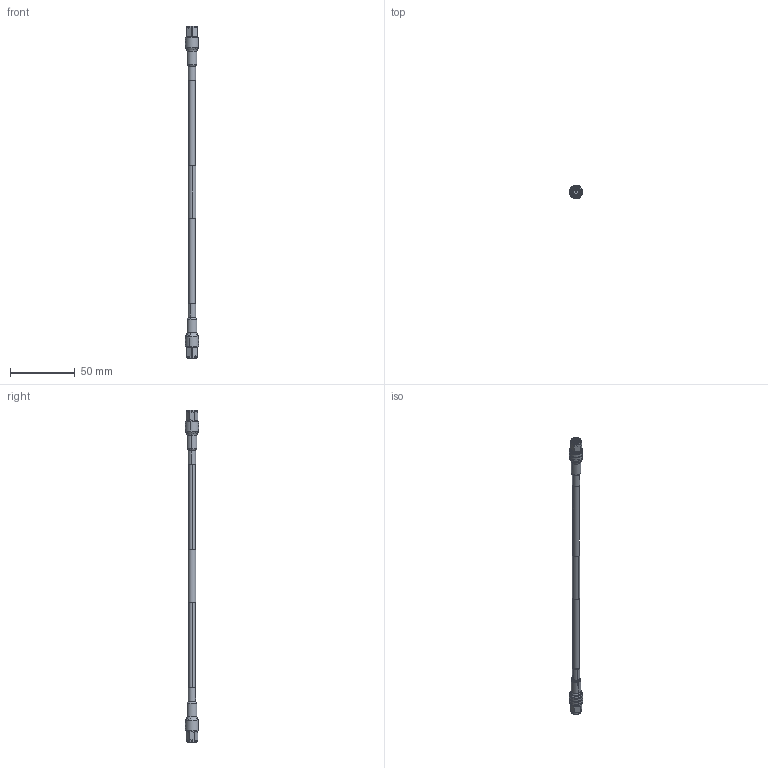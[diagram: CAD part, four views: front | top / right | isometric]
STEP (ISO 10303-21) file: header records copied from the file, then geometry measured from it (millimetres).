
FILE_DESCRIPTION (( 'STEP AP214' ), '1' );
FILE_NAME ('FMC00035-0001_3D.step', '2024-01-26T20:47:41', ( '' ), ( '' ), 'SwSTEP 2.0', 'SolidWorks 2022', '' );
FILE_SCHEMA (( 'AUTOMOTIVE_DESIGN' ));
Length unit declared in the file: inch
Products named in the file (8): FMC00035-0001_3D; 1AW01-003_.230 ID X 1" long; TC-195-SM-SS-X_ferrule; RG58C／U_8 in Length; TC-195-SM-SS-X_c-contact; TC-195-SM-SS-X; HeatShrink-RG58_2; TC-195-SM-SS-X_body
Assembly tree (9 placements, depth 3):
  FMC00035-0001_3D
    1AW01-003_.230 ID X 1" long
    RG58C／U_8 in Length
    HeatShrink-RG58_2  x2
    TC-195-SM-SS-X  x2
      TC-195-SM-SS-X_body
      TC-195-SM-SS-X_c-contact
      TC-195-SM-SS-X_ferrule
Bounding box: 10.16 x 10.16 x 256.24 mm (x, y, z)
Volume: 6832.9 mm3; surface area: 11174.8 mm2
Topology: 10 solids, 10 shells, 390 faces, 808 edges, 472 vertices
Faces by surface type: cylinder 148, cone 124, plane 70, torus 44, sphere 4
Entity records: 5801 total; most frequent: DIRECTION 1069, CARTESIAN_POINT 1014, ORIENTED_EDGE 822, AXIS2_PLACEMENT_3D 461, EDGE_CURVE 411, CIRCLE 248, VERTEX_POINT 242, EDGE_LOOP 227
